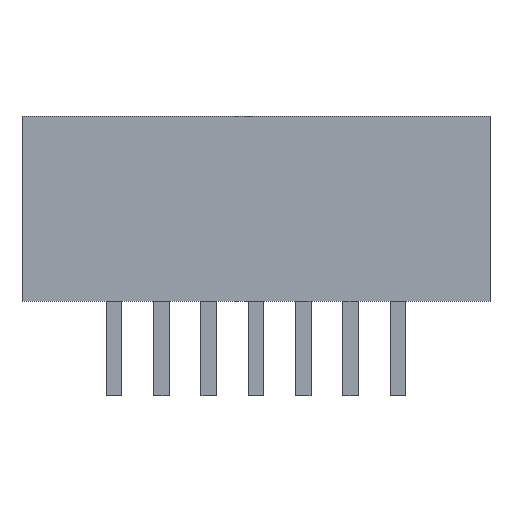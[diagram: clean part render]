
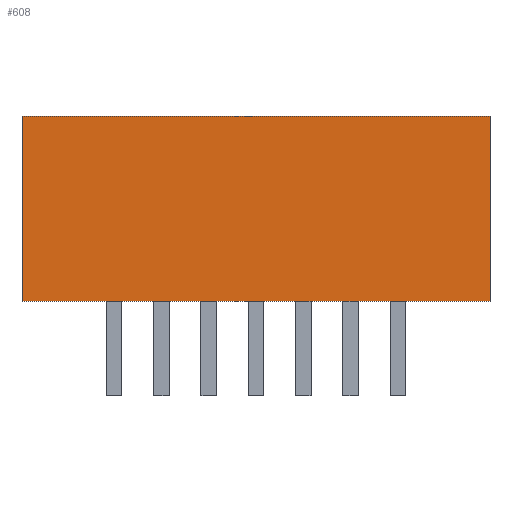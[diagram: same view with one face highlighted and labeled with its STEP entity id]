
A CAD part, front view. The second image highlights one B-rep face of the part: STEP entity #608.
In plain terms, the highlighted planar face has unit normal (0, -1, 0).
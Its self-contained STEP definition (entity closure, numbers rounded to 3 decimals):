
#528=CARTESIAN_POINT('',(20.193,-5.969,9.942));
#527=VERTEX_POINT('',#528);
#530=CARTESIAN_POINT('',(-4.953,-5.969,9.942));
#529=VERTEX_POINT('',#530);
#526=EDGE_CURVE('',#527,#529,#531,.T.);
#531=LINE('',#528,#533);
#533=VECTOR('',#534,25.146);
#534=DIRECTION('',(-1.0,0.0,0.0));
#608=ADVANCED_FACE('',(#614),#609,.T.);
#609=PLANE('',#610);
#610=AXIS2_PLACEMENT_3D('',#611,#612,#613);
#611=CARTESIAN_POINT('',(-4.953,-5.969,0.0));
#612=DIRECTION('',(0.0,-1.0,0.0));
#613=DIRECTION('',(0.,0.,1.));
#614=FACE_OUTER_BOUND('',#615,.T.);
#615=EDGE_LOOP('',(#616,#626,#636,#646));
#619=CARTESIAN_POINT('',(20.193,-5.969,0.0));
#618=VERTEX_POINT('',#619);
#621=CARTESIAN_POINT('',(-4.953,-5.969,0.0));
#620=VERTEX_POINT('',#621);
#617=EDGE_CURVE('',#618,#620,#622,.T.);
#622=LINE('',#619,#624);
#624=VECTOR('',#625,25.146);
#625=DIRECTION('',(-1.0,0.0,0.0));
#616=ORIENTED_EDGE('',*,*,#617,.F.);
#627=EDGE_CURVE('',#527,#618,#632,.T.);
#632=LINE('',#528,#634);
#634=VECTOR('',#635,9.942);
#635=DIRECTION('',(0.0,0.0,-1.0));
#626=ORIENTED_EDGE('',*,*,#627,.F.);
#636=ORIENTED_EDGE('',*,*,#526,.T.);
#647=EDGE_CURVE('',#620,#529,#652,.T.);
#652=LINE('',#621,#654);
#654=VECTOR('',#655,9.942);
#655=DIRECTION('',(0.0,0.0,1.0));
#646=ORIENTED_EDGE('',*,*,#647,.F.);
